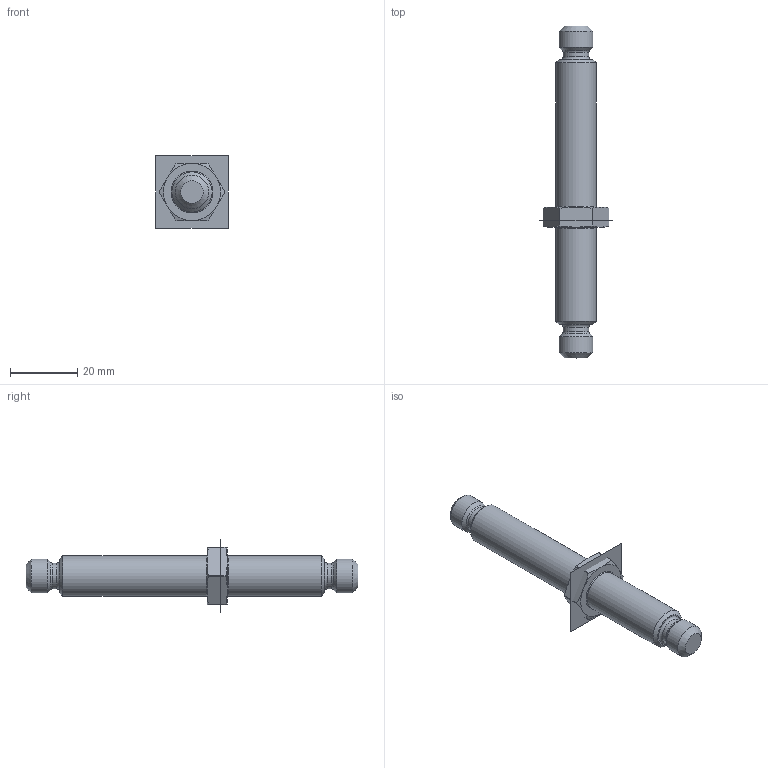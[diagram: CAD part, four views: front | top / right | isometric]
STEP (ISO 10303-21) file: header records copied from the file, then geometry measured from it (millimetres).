
FILE_DESCRIPTION(('STEP AP203'), '1');
FILE_NAME('îñü', '', ('UNSPECIFIED'), ('UNSPECIFIED'), 'ASCON STEP Converter 1.6', 'ASCON Math Kernel', '');
FILE_SCHEMA(('CONFIG_CONTROL_DESIGN'));
Length unit declared in the file: millimetre
Bounding box: 21.6 x 99 x 21.6 mm (x, y, z)
Volume: 11026.4 mm3; surface area: 4418.4 mm2
Topology: 1 solids, 2 shells, 49 faces, 119 edges, 77 vertices
Faces by surface type: cone 18, plane 13, cylinder 12, torus 6
Full cylindrical faces by diameter (mm): 7.7 x2, 10 x2, 12 x2
Entity records: 2070 total; most frequent: CARTESIAN_POINT 564, DIRECTION 226, ORIENTED_EDGE 197, EDGE_CURVE 101, AXIS2_PLACEMENT_3D 99, VERTEX_POINT 77, EDGE_LOOP 72, COLOUR_RGB 50
